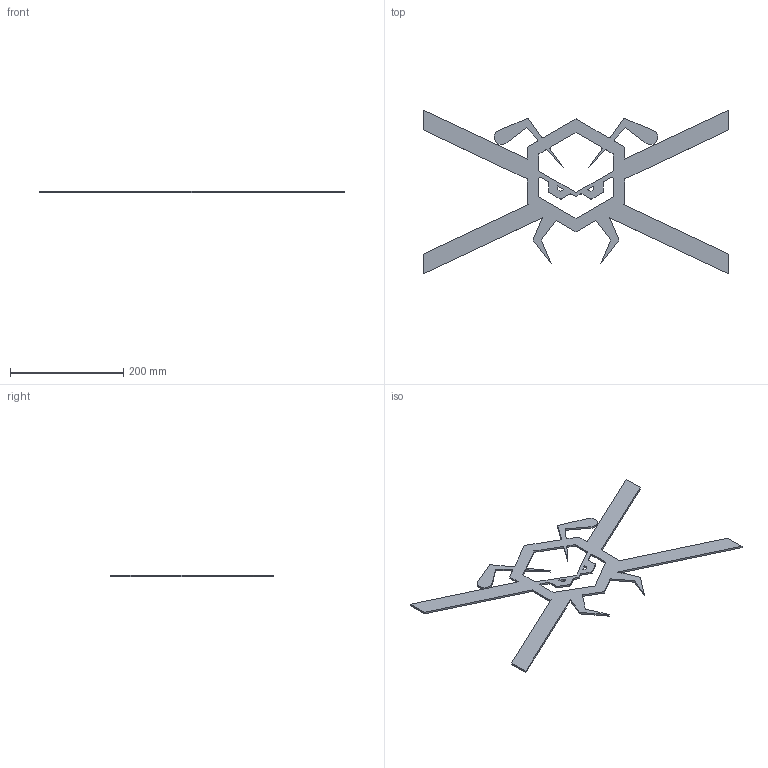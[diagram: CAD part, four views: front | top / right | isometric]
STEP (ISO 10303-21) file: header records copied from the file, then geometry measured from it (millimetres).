
FILE_DESCRIPTION(/* description */ (''),/* implementation_level */ '2;1');
FILE_NAME(/* name */ 'Intake Front Support v0.step',/* time_stamp */ '2024-02-06T19:37:37-06:00',/* author */ (''),/* organization */ (''),/* preprocessor_version */ 'ST-DEVELOPER v20',/* originating_system */ 'Autodesk Translation Framework v12.14.0.127',/* authorisation */ '');
FILE_SCHEMA (('AUTOMOTIVE_DESIGN { 1 0 10303 214 3 1 1 }'));
Length unit declared in the file: inch
Products named in the file (1): Intake Front Support
Bounding box: 539.75 x 289.09 x 3.17 mm (x, y, z)
Volume: 146273.2 mm3; surface area: 104908.9 mm2
Topology: 1 solids, 1 shells, 102 faces, 300 edges, 200 vertices
Faces by surface type: plane 78, cylinder 24
Entity records: 3423 total; most frequent: CARTESIAN_POINT 603, ORIENTED_EDGE 600, DIRECTION 554, EDGE_CURVE 300, LINE 252, VECTOR 252, VERTEX_POINT 200, AXIS2_PLACEMENT_3D 151
